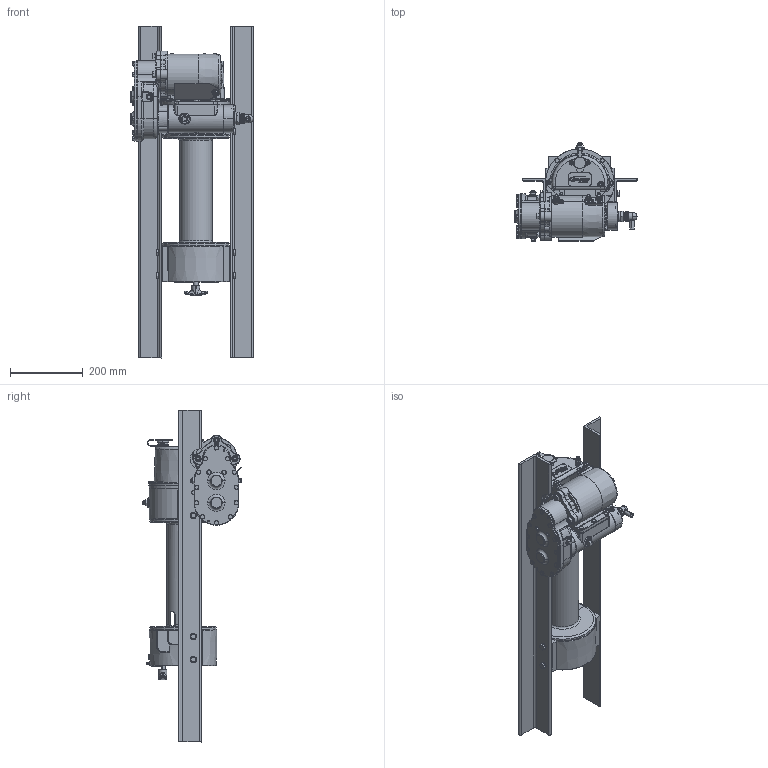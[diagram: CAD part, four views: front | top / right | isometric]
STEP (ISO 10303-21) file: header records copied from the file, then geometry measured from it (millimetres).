
FILE_DESCRIPTION (( 'STEP AP203' ), '1' );
FILE_NAME ('DC 34,9.STEP', '2013-05-28T21:14:56', ( ' ' ), ( ' ' ), 'SwSTEP 2.0', 'SolidWorks 2012', '' );
FILE_SCHEMA (( 'CONFIG_CONTROL_DESIGN' ));
Products named in the file (1): DC 34,9
Bounding box: 337.16 x 270.72 x 914.53 mm (x, y, z)
Surface area: 1207609.8 mm2 (no closed solid volume)
Topology: 0 solids, 140 shells, 1707 faces, 6318 edges, 4583 vertices
Faces by surface type: plane 691, cylinder 507, cone 218, torus 153, bspline 119, sphere 19
Entity records: 81741 total; most frequent: CARTESIAN_POINT 30611, DIRECTION 10564, ORIENTED_EDGE 9499, EDGE_CURVE 6301, VERTEX_POINT 4583, AXIS2_PLACEMENT_3D 3889, VECTOR 2786, LINE 2786
